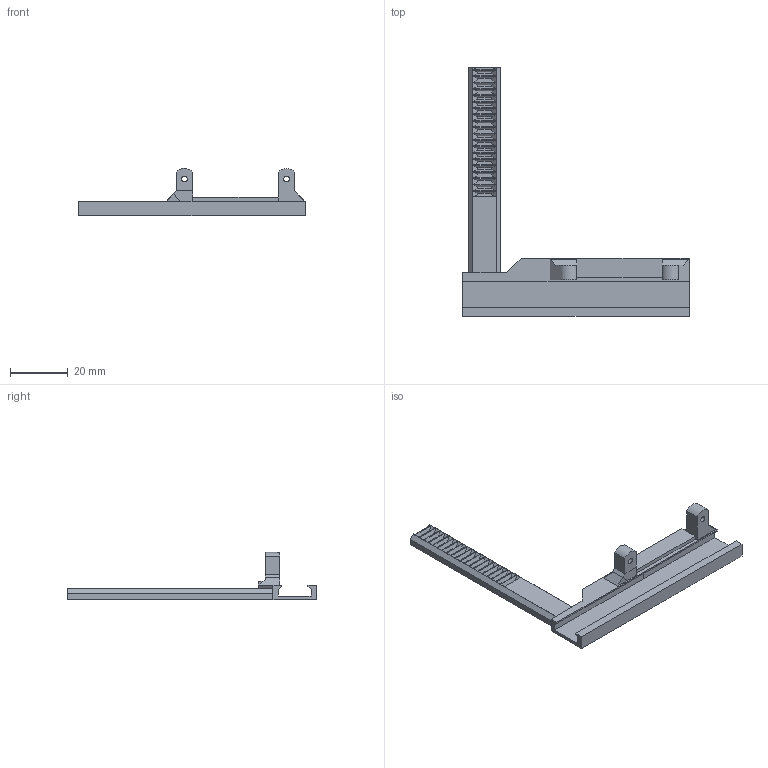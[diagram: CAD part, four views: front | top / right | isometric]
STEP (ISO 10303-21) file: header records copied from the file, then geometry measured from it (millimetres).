
FILE_DESCRIPTION(/* description */ (''),/* implementation_level */ '2;1');
FILE_NAME(/* name */ 'AxisX.step',/* time_stamp */ '2022-02-17T13:55:20+01:00',/* author */ (''),/* organization */ (''),/* preprocessor_version */ 'ST-DEVELOPER v18.1',/* originating_system */ 'Autodesk Translation Framework v10.13.0.1454',/* authorisation */ '');
FILE_SCHEMA (('AUTOMOTIVE_DESIGN { 1 0 10303 214 3 1 1 }'));
Length unit declared in the file: millimetre
Products named in the file (1): (Unsaved)
Bounding box: 78.3 x 85.96 x 16.28 mm (x, y, z)
Volume: 7573.5 mm3; surface area: 7514.5 mm2
Topology: 1 solids, 1 shells, 193 faces, 486 edges, 295 vertices
Faces by surface type: plane 189, cylinder 4
Full cylindrical faces by diameter (mm): 2 x2
Entity records: 5594 total; most frequent: CARTESIAN_POINT 975, ORIENTED_EDGE 972, DIRECTION 883, EDGE_CURVE 486, LINE 477, VECTOR 477, VERTEX_POINT 295, AXIS2_PLACEMENT_3D 203
